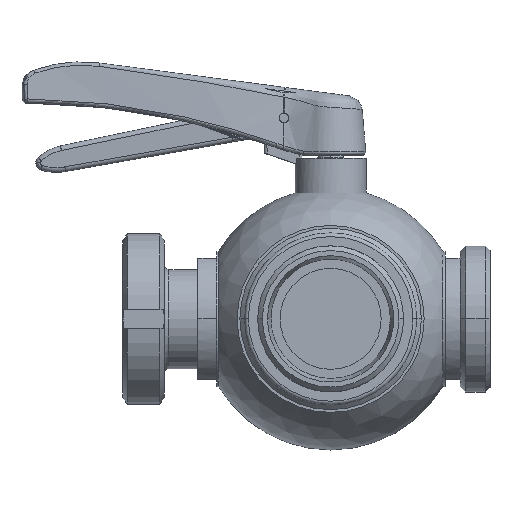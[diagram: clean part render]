
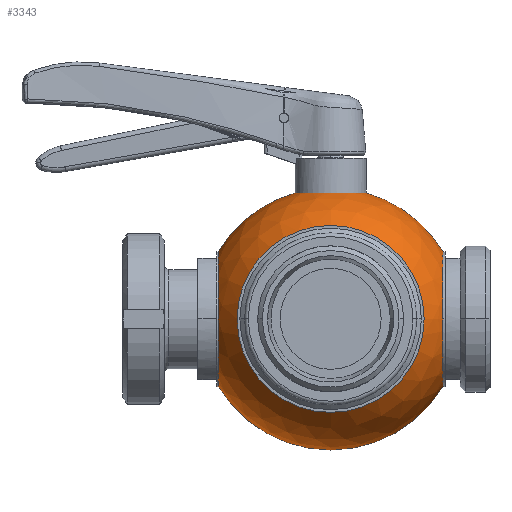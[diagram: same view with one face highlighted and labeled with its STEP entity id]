
A CAD part, top view. The second image highlights one B-rep face of the part: STEP entity #3343.
In plain terms, the highlighted spherical face has radius 70 mm.
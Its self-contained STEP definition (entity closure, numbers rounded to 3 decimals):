
#802 = AXIS2_PLACEMENT_3D ( 'NONE', #2098, #2099, #2100 ) ;
#804 = CIRCLE ( 'NONE', #802, 49.99 ) ;
#1139 = AXIS2_PLACEMENT_3D ( 'NONE', #10023, #10024, #10025 ) ;
#1151 = CIRCLE ( 'NONE', #1139, 70. ) ;
#2098 = CARTESIAN_POINT ( 'NONE',  ( 0., 0., 49. ) ) ;
#2099 = DIRECTION ( 'NONE',  ( 0., 0., 1. ) ) ;
#2100 = DIRECTION ( 'NONE',  ( 1., 0., 0. ) ) ;
#3016 = EDGE_CURVE ( 'NONE', #6952, #6927, #4815, .T. ) ;
#3024 = EDGE_CURVE ( 'NONE', #6842, #6950, #4816, .T. ) ;
#3040 = EDGE_CURVE ( 'NONE', #6950, #6918, #4880, .T. ) ;
#3082 = EDGE_CURVE ( 'NONE', #7101, #6972, #4848, .T. ) ;
#3343 = ADVANCED_FACE ( 'NONE', ( #5598, #5615 ), #5620, .T. ) ;
#3485 = EDGE_CURVE ( 'NONE', #6927, #6842, #5264, .T. ) ;
#3554 = EDGE_CURVE ( 'NONE', #6951, #7126, #5351, .T. ) ;
#3758 = CARTESIAN_POINT ( 'NONE',  ( 0., 0., 0. ) ) ;
#3759 = DIRECTION ( 'NONE',  ( 0., 0., 1. ) ) ;
#3760 = DIRECTION ( 'NONE',  ( 1., 0., 0. ) ) ;
#4769 = AXIS2_PLACEMENT_3D ( 'NONE', #12509, #12510, #12511 ) ;
#4784 = AXIS2_PLACEMENT_3D ( 'NONE', #3758, #3759, #3760 ) ;
#4803 = AXIS2_PLACEMENT_3D ( 'NONE', #12480, #12481, #12482 ) ;
#4815 = CIRCLE ( 'NONE', #4803, 36.056 ) ;
#4816 = CIRCLE ( 'NONE', #4769, 70. ) ;
#4848 = CIRCLE ( 'NONE', #4784, 70. ) ;
#4877 = AXIS2_PLACEMENT_3D ( 'NONE', #12641, #12642, #12643 ) ;
#4880 = CIRCLE ( 'NONE', #4877, 36.056 ) ;
#5146 = AXIS2_PLACEMENT_3D ( 'NONE', #5597, #5621, #5622 ) ;
#5264 = CIRCLE ( 'NONE', #5281, 36.056 ) ;
#5281 = AXIS2_PLACEMENT_3D ( 'NONE', #8791, #8792, #8793 ) ;
#5351 = CIRCLE ( 'NONE', #5352, 49.99 ) ;
#5352 = AXIS2_PLACEMENT_3D ( 'NONE', #13848, #13849, #13850 ) ;
#5403 = CIRCLE ( 'NONE', #5407, 36.056 ) ;
#5407 = AXIS2_PLACEMENT_3D ( 'NONE', #10405, #10406, #10407 ) ;
#5464 = CIRCLE ( 'NONE', #5466, 19. ) ;
#5466 = AXIS2_PLACEMENT_3D ( 'NONE', #11066, #11067, #11068 ) ;
#5597 = CARTESIAN_POINT ( 'NONE',  ( 0., 0., 0. ) ) ;
#5598 = FACE_OUTER_BOUND ( 'NONE', #12341, .T. ) ;
#5615 = FACE_BOUND ( 'NONE', #12365, .T. ) ;
#5620 = SPHERICAL_SURFACE ( 'NONE', #5146, 70. ) ;
#5621 = DIRECTION ( 'NONE',  ( 0., 0., -1. ) ) ;
#5622 = DIRECTION ( 'NONE',  ( 0., 1., 0. ) ) ;
#6842 = VERTEX_POINT ( 'NONE', #13950 ) ;
#6918 = VERTEX_POINT ( 'NONE', #14024 ) ;
#6925 = VERTEX_POINT ( 'NONE', #14031 ) ;
#6927 = VERTEX_POINT ( 'NONE', #14033 ) ;
#6950 = VERTEX_POINT ( 'NONE', #14056 ) ;
#6951 = VERTEX_POINT ( 'NONE', #14057 ) ;
#6952 = VERTEX_POINT ( 'NONE', #14058 ) ;
#6972 = VERTEX_POINT ( 'NONE', #14078 ) ;
#7101 = VERTEX_POINT ( 'NONE', #14138 ) ;
#7126 = VERTEX_POINT ( 'NONE', #14163 ) ;
#8791 = CARTESIAN_POINT ( 'NONE',  ( 60., 0., 0. ) ) ;
#8792 = DIRECTION ( 'NONE',  ( 1., 0., 0. ) ) ;
#8793 = DIRECTION ( 'NONE',  ( 0., 0., -1. ) ) ;
#10023 = CARTESIAN_POINT ( 'NONE',  ( 0., 0., 0. ) ) ;
#10024 = DIRECTION ( 'NONE',  ( 0., 0., 1. ) ) ;
#10025 = DIRECTION ( 'NONE',  ( 1., 0., 0. ) ) ;
#10405 = CARTESIAN_POINT ( 'NONE',  ( -60., 0., 0. ) ) ;
#10406 = DIRECTION ( 'NONE',  ( -1., 0., 0. ) ) ;
#10407 = DIRECTION ( 'NONE',  ( 0., 0., 1. ) ) ;
#11066 = CARTESIAN_POINT ( 'NONE',  ( 0., 67.372, 0. ) ) ;
#11067 = DIRECTION ( 'NONE',  ( 0., -1., 0. ) ) ;
#11068 = DIRECTION ( 'NONE',  ( 0., 0., -1. ) ) ;
#11557 = ORIENTED_EDGE ( 'NONE', *, *, #3554, .F. ) ;
#11558 = ORIENTED_EDGE ( 'NONE', *, *, #3082, .T. ) ;
#12021 = ORIENTED_EDGE ( 'NONE', *, *, #3040, .F. ) ;
#12035 = ORIENTED_EDGE ( 'NONE', *, *, #12978, .F. ) ;
#12037 = ORIENTED_EDGE ( 'NONE', *, *, #12887, .T. ) ;
#12038 = ORIENTED_EDGE ( 'NONE', *, *, #12712, .F. ) ;
#12039 = ORIENTED_EDGE ( 'NONE', *, *, #3024, .F. ) ;
#12047 = ORIENTED_EDGE ( 'NONE', *, *, #3485, .F. ) ;
#12051 = ORIENTED_EDGE ( 'NONE', *, *, #12763, .T. ) ;
#12053 = ORIENTED_EDGE ( 'NONE', *, *, #3016, .F. ) ;
#12341 = EDGE_LOOP ( 'NONE', ( #12039, #12047, #12053, #12037, #12051, #11558, #12038, #12021 ) ) ;
#12365 = EDGE_LOOP ( 'NONE', ( #11557, #12035 ) ) ;
#12480 = CARTESIAN_POINT ( 'NONE',  ( 60., 0., 0. ) ) ;
#12481 = DIRECTION ( 'NONE',  ( 1., 0., 0. ) ) ;
#12482 = DIRECTION ( 'NONE',  ( 0., 0., -1. ) ) ;
#12509 = CARTESIAN_POINT ( 'NONE',  ( 0., 0., 0. ) ) ;
#12510 = DIRECTION ( 'NONE',  ( 0., 0., -1. ) ) ;
#12511 = DIRECTION ( 'NONE',  ( 0., 1., 0. ) ) ;
#12641 = CARTESIAN_POINT ( 'NONE',  ( -60., 0., 0. ) ) ;
#12642 = DIRECTION ( 'NONE',  ( -1., 0., 0. ) ) ;
#12643 = DIRECTION ( 'NONE',  ( 0., 0., 1. ) ) ;
#12712 = EDGE_CURVE ( 'NONE', #6918, #6972, #5403, .T. ) ;
#12763 = EDGE_CURVE ( 'NONE', #6925, #7101, #5464, .T. ) ;
#12887 = EDGE_CURVE ( 'NONE', #6952, #6925, #1151, .T. ) ;
#12978 = EDGE_CURVE ( 'NONE', #7126, #6951, #804, .T. ) ;
#13848 = CARTESIAN_POINT ( 'NONE',  ( 0., 0., 49. ) ) ;
#13849 = DIRECTION ( 'NONE',  ( 0., 0., 1. ) ) ;
#13850 = DIRECTION ( 'NONE',  ( 1., 0., 0. ) ) ;
#13950 = CARTESIAN_POINT ( 'NONE',  ( 60., -36.056, 0. ) ) ;
#14024 = CARTESIAN_POINT ( 'NONE',  ( -60., 0., 36.056 ) ) ;
#14031 = CARTESIAN_POINT ( 'NONE',  ( 19., 67.372, 0. ) ) ;
#14033 = CARTESIAN_POINT ( 'NONE',  ( 60., 0., 36.056 ) ) ;
#14056 = CARTESIAN_POINT ( 'NONE',  ( -60., -36.056, 0. ) ) ;
#14057 = CARTESIAN_POINT ( 'NONE',  ( 49.99, 0., 49. ) ) ;
#14058 = CARTESIAN_POINT ( 'NONE',  ( 60., 36.056, 0. ) ) ;
#14078 = CARTESIAN_POINT ( 'NONE',  ( -60., 36.056, 0. ) ) ;
#14138 = CARTESIAN_POINT ( 'NONE',  ( -19., 67.372, 0. ) ) ;
#14163 = CARTESIAN_POINT ( 'NONE',  ( -49.99, 0., 49. ) ) ;
